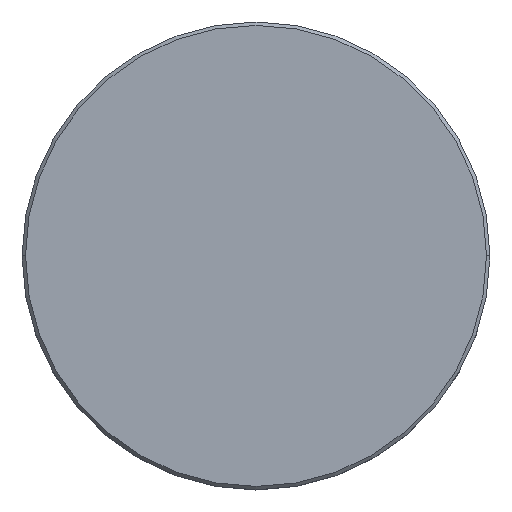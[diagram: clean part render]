
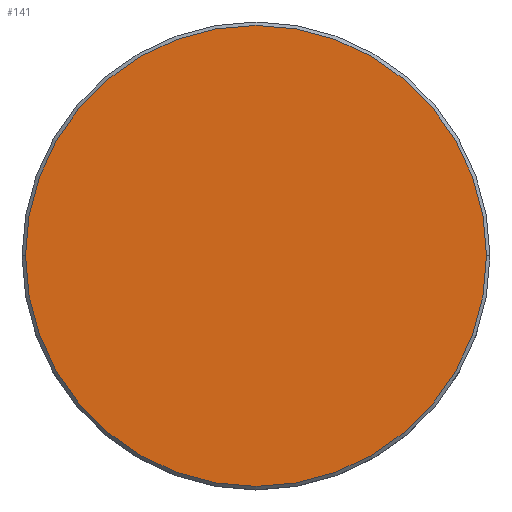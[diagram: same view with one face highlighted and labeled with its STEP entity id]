
A CAD part, top view. The second image highlights one B-rep face of the part: STEP entity #141.
In plain terms, the highlighted planar face has unit normal (0, 0, 1).
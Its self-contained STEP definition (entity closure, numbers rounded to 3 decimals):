
#38 = ORIENTED_EDGE ( 'NONE', *, *, #84, .T. ) ;
#44 = AXIS2_PLACEMENT_3D ( 'NONE', #268, #261, #442 ) ;
#56 = VERTEX_POINT ( 'NONE', #156 ) ;
#84 = EDGE_CURVE ( 'NONE', #56, #92, #304, .T. ) ;
#92 = VERTEX_POINT ( 'NONE', #203 ) ;
#141 = ADVANCED_FACE ( 'NONE', ( #541 ), #533, .T. ) ;
#156 = CARTESIAN_POINT ( 'NONE',  ( -33.5, 0., 0. ) ) ;
#171 = CARTESIAN_POINT ( 'NONE',  ( 0., 0., 0. ) ) ;
#180 = CARTESIAN_POINT ( 'NONE',  ( 0., 0., 0. ) ) ;
#198 = EDGE_CURVE ( 'NONE', #92, #56, #538, .T. ) ;
#203 = CARTESIAN_POINT ( 'NONE',  ( 33.5, 0., 0. ) ) ;
#261 = DIRECTION ( 'NONE',  ( 0., 0., 1. ) ) ;
#268 = CARTESIAN_POINT ( 'NONE',  ( 0., 0., 0. ) ) ;
#304 = CIRCLE ( 'NONE', #44, 33.5 ) ;
#399 = ORIENTED_EDGE ( 'NONE', *, *, #198, .T. ) ;
#404 = EDGE_LOOP ( 'NONE', ( #38, #399 ) ) ;
#407 = DIRECTION ( 'NONE',  ( 1., 0., 0. ) ) ;
#418 = DIRECTION ( 'NONE',  ( 0., 0., 1. ) ) ;
#425 = AXIS2_PLACEMENT_3D ( 'NONE', #171, #535, #407 ) ;
#442 = DIRECTION ( 'NONE',  ( 1., 0., 0. ) ) ;
#474 = AXIS2_PLACEMENT_3D ( 'NONE', #180, #418, #552 ) ;
#533 = PLANE ( 'NONE',  #425 ) ;
#535 = DIRECTION ( 'NONE',  ( 0., 0., 1. ) ) ;
#538 = CIRCLE ( 'NONE', #474, 33.5 ) ;
#541 = FACE_OUTER_BOUND ( 'NONE', #404, .T. ) ;
#552 = DIRECTION ( 'NONE',  ( 1., 0., 0. ) ) ;
